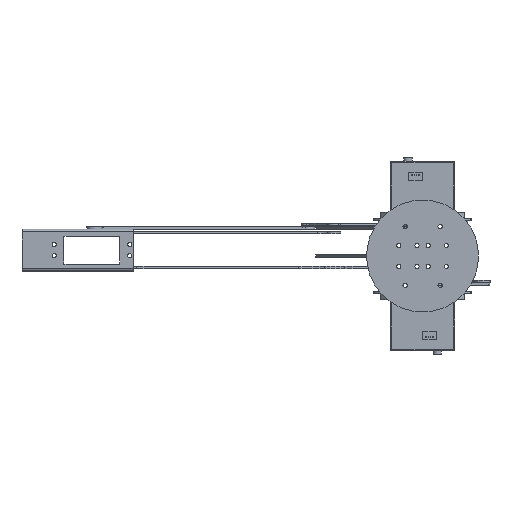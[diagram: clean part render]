
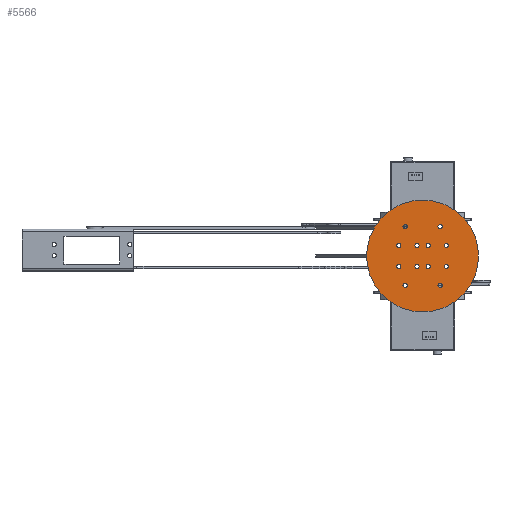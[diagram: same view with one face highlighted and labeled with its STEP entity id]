
A CAD part, front view. The second image highlights one B-rep face of the part: STEP entity #5566.
In plain terms, the highlighted planar face has unit normal (0, -1, 0).
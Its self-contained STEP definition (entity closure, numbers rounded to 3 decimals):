
#165=FACE_BOUND('',#786,.T.);
#166=FACE_BOUND('',#787,.T.);
#167=FACE_BOUND('',#788,.T.);
#168=FACE_BOUND('',#789,.T.);
#169=FACE_BOUND('',#790,.T.);
#170=FACE_BOUND('',#791,.T.);
#171=FACE_BOUND('',#792,.T.);
#172=FACE_BOUND('',#793,.T.);
#173=FACE_BOUND('',#794,.T.);
#174=FACE_BOUND('',#795,.T.);
#175=FACE_BOUND('',#796,.T.);
#176=FACE_BOUND('',#797,.T.);
#297=PLANE('',#6202);
#463=FACE_OUTER_BOUND('',#785,.T.);
#785=EDGE_LOOP('',(#3872));
#786=EDGE_LOOP('',(#3873));
#787=EDGE_LOOP('',(#3874));
#788=EDGE_LOOP('',(#3875));
#789=EDGE_LOOP('',(#3876));
#790=EDGE_LOOP('',(#3877));
#791=EDGE_LOOP('',(#3878));
#792=EDGE_LOOP('',(#3879));
#793=EDGE_LOOP('',(#3880));
#794=EDGE_LOOP('',(#3881));
#795=EDGE_LOOP('',(#3882));
#796=EDGE_LOOP('',(#3883));
#797=EDGE_LOOP('',(#3884));
#2191=CIRCLE('',#6164,1.5);
#2193=CIRCLE('',#6167,1.5);
#2195=CIRCLE('',#6170,1.5);
#2197=CIRCLE('',#6173,1.5);
#2199=CIRCLE('',#6176,1.5);
#2201=CIRCLE('',#6179,1.5);
#2203=CIRCLE('',#6182,1.5);
#2205=CIRCLE('',#6185,1.5);
#2207=CIRCLE('',#6188,1.5);
#2209=CIRCLE('',#6191,1.5);
#2211=CIRCLE('',#6194,1.5);
#2213=CIRCLE('',#6197,1.5);
#2215=CIRCLE('',#6200,40.);
#2489=VERTEX_POINT('',#8604);
#2491=VERTEX_POINT('',#8610);
#2493=VERTEX_POINT('',#8616);
#2495=VERTEX_POINT('',#8622);
#2497=VERTEX_POINT('',#8628);
#2499=VERTEX_POINT('',#8634);
#2501=VERTEX_POINT('',#8640);
#2503=VERTEX_POINT('',#8646);
#2505=VERTEX_POINT('',#8652);
#2507=VERTEX_POINT('',#8658);
#2509=VERTEX_POINT('',#8664);
#2511=VERTEX_POINT('',#8670);
#2513=VERTEX_POINT('',#8676);
#3014=EDGE_CURVE('',#2489,#2489,#2191,.T.);
#3017=EDGE_CURVE('',#2491,#2491,#2193,.T.);
#3020=EDGE_CURVE('',#2493,#2493,#2195,.T.);
#3023=EDGE_CURVE('',#2495,#2495,#2197,.T.);
#3026=EDGE_CURVE('',#2497,#2497,#2199,.T.);
#3029=EDGE_CURVE('',#2499,#2499,#2201,.T.);
#3032=EDGE_CURVE('',#2501,#2501,#2203,.T.);
#3035=EDGE_CURVE('',#2503,#2503,#2205,.T.);
#3038=EDGE_CURVE('',#2505,#2505,#2207,.T.);
#3041=EDGE_CURVE('',#2507,#2507,#2209,.T.);
#3044=EDGE_CURVE('',#2509,#2509,#2211,.T.);
#3047=EDGE_CURVE('',#2511,#2511,#2213,.T.);
#3050=EDGE_CURVE('',#2513,#2513,#2215,.T.);
#3872=ORIENTED_EDGE('',*,*,#3050,.F.);
#3873=ORIENTED_EDGE('',*,*,#3047,.F.);
#3874=ORIENTED_EDGE('',*,*,#3044,.F.);
#3875=ORIENTED_EDGE('',*,*,#3041,.F.);
#3876=ORIENTED_EDGE('',*,*,#3038,.F.);
#3877=ORIENTED_EDGE('',*,*,#3035,.F.);
#3878=ORIENTED_EDGE('',*,*,#3032,.F.);
#3879=ORIENTED_EDGE('',*,*,#3029,.F.);
#3880=ORIENTED_EDGE('',*,*,#3026,.F.);
#3881=ORIENTED_EDGE('',*,*,#3023,.F.);
#3882=ORIENTED_EDGE('',*,*,#3020,.F.);
#3883=ORIENTED_EDGE('',*,*,#3017,.F.);
#3884=ORIENTED_EDGE('',*,*,#3014,.F.);
#5566=ADVANCED_FACE('',(#463,#165,#166,#167,#168,#169,#170,#171,#172,#173,
#174,#175,#176),#297,.F.);
#6164=AXIS2_PLACEMENT_3D('',#8606,#6819,#6820);
#6167=AXIS2_PLACEMENT_3D('',#8612,#6826,#6827);
#6170=AXIS2_PLACEMENT_3D('',#8618,#6833,#6834);
#6173=AXIS2_PLACEMENT_3D('',#8624,#6840,#6841);
#6176=AXIS2_PLACEMENT_3D('',#8630,#6847,#6848);
#6179=AXIS2_PLACEMENT_3D('',#8636,#6854,#6855);
#6182=AXIS2_PLACEMENT_3D('',#8642,#6861,#6862);
#6185=AXIS2_PLACEMENT_3D('',#8648,#6868,#6869);
#6188=AXIS2_PLACEMENT_3D('',#8654,#6875,#6876);
#6191=AXIS2_PLACEMENT_3D('',#8660,#6882,#6883);
#6194=AXIS2_PLACEMENT_3D('',#8666,#6889,#6890);
#6197=AXIS2_PLACEMENT_3D('',#8672,#6896,#6897);
#6200=AXIS2_PLACEMENT_3D('',#8678,#6903,#6904);
#6202=AXIS2_PLACEMENT_3D('',#8680,#6907,#6908);
#6819=DIRECTION('center_axis',(0.,-1.,0.));
#6820=DIRECTION('ref_axis',(1.,0.,0.));
#6826=DIRECTION('center_axis',(0.,-1.,0.));
#6827=DIRECTION('ref_axis',(1.,0.,0.));
#6833=DIRECTION('center_axis',(0.,-1.,0.));
#6834=DIRECTION('ref_axis',(1.,0.,0.));
#6840=DIRECTION('center_axis',(0.,-1.,0.));
#6841=DIRECTION('ref_axis',(1.,0.,0.));
#6847=DIRECTION('center_axis',(0.,-1.,0.));
#6848=DIRECTION('ref_axis',(1.,0.,0.));
#6854=DIRECTION('center_axis',(0.,-1.,0.));
#6855=DIRECTION('ref_axis',(1.,0.,0.));
#6861=DIRECTION('center_axis',(0.,-1.,0.));
#6862=DIRECTION('ref_axis',(1.,0.,0.));
#6868=DIRECTION('center_axis',(0.,-1.,0.));
#6869=DIRECTION('ref_axis',(1.,0.,0.));
#6875=DIRECTION('center_axis',(0.,-1.,0.));
#6876=DIRECTION('ref_axis',(1.,0.,0.));
#6882=DIRECTION('center_axis',(0.,-1.,0.));
#6883=DIRECTION('ref_axis',(1.,0.,0.));
#6889=DIRECTION('center_axis',(0.,-1.,0.));
#6890=DIRECTION('ref_axis',(1.,0.,0.));
#6896=DIRECTION('center_axis',(0.,-1.,0.));
#6897=DIRECTION('ref_axis',(1.,0.,0.));
#6903=DIRECTION('center_axis',(0.,1.,0.));
#6904=DIRECTION('ref_axis',(-1.,0.,0.));
#6907=DIRECTION('center_axis',(0.,1.,0.));
#6908=DIRECTION('ref_axis',(0.,0.,1.));
#8604=CARTESIAN_POINT('',(-5.5,0.,-7.5));
#8606=CARTESIAN_POINT('Origin',(-4.,0.,-7.5));
#8610=CARTESIAN_POINT('',(-18.5,0.,-7.5));
#8612=CARTESIAN_POINT('Origin',(-17.,0.,-7.5));
#8616=CARTESIAN_POINT('',(-14.,0.,-21.));
#8618=CARTESIAN_POINT('Origin',(-12.5,0.,-21.));
#8622=CARTESIAN_POINT('',(11.,0.,-21.));
#8624=CARTESIAN_POINT('Origin',(12.5,0.,-21.));
#8628=CARTESIAN_POINT('',(15.5,0.,-7.5));
#8630=CARTESIAN_POINT('Origin',(17.,0.,-7.5));
#8634=CARTESIAN_POINT('',(2.5,0.,-7.5));
#8636=CARTESIAN_POINT('Origin',(4.,0.,-7.5));
#8640=CARTESIAN_POINT('',(2.5,0.,7.5));
#8642=CARTESIAN_POINT('Origin',(4.,0.,7.5));
#8646=CARTESIAN_POINT('',(15.5,0.,7.5));
#8648=CARTESIAN_POINT('Origin',(17.,0.,7.5));
#8652=CARTESIAN_POINT('',(11.,0.,21.));
#8654=CARTESIAN_POINT('Origin',(12.5,0.,21.));
#8658=CARTESIAN_POINT('',(-5.5,0.,7.5));
#8660=CARTESIAN_POINT('Origin',(-4.,0.,7.5));
#8664=CARTESIAN_POINT('',(-14.,0.,21.));
#8666=CARTESIAN_POINT('Origin',(-12.5,0.,21.));
#8670=CARTESIAN_POINT('',(-18.5,0.,7.5));
#8672=CARTESIAN_POINT('Origin',(-17.,0.,7.5));
#8676=CARTESIAN_POINT('',(40.,0.,0.));
#8678=CARTESIAN_POINT('Origin',(0.,0.,0.));
#8680=CARTESIAN_POINT('Origin',(0.,0.,0.));
